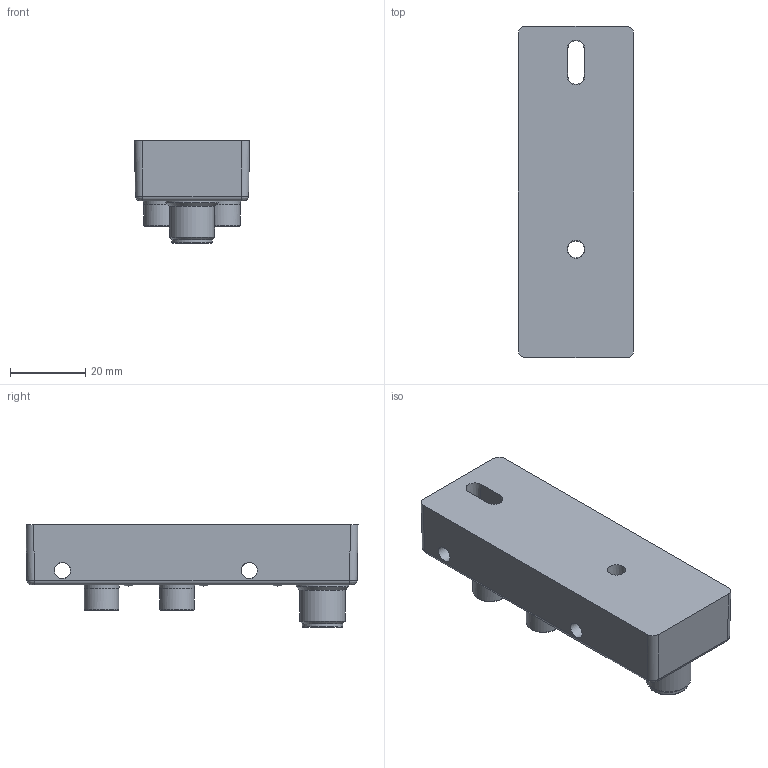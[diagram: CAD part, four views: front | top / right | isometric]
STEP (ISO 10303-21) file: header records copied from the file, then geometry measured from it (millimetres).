
FILE_DESCRIPTION(/* description */ (''),/* implementation_level */ '2;1');
FILE_NAME(/* name */ '4IOM8-3P2T_S505.stp',/* time_stamp */ '2017-01-27T08:42:44+01:00',/* author */ (''),/* organization */ (''),/* preprocessor_version */ 'ST-DEVELOPER v16',/* originating_system */ 'SIEMENS PLM Software NX 10.0',/* authorisation */ '');
FILE_SCHEMA (('AUTOMOTIVE_DESIGN { 1 0 10303 214 3 1 1 1 }'));
Length unit declared in the file: millimetre
Products named in the file (1): 5023252_4IOM8-3P2T
Bounding box: 30.56 x 88.16 x 27.3 mm (x, y, z)
Volume: 41658.2 mm3; surface area: 13008.7 mm2
Topology: 1 solids, 1 shells, 448 faces, 1101 edges, 660 vertices
Faces by surface type: cylinder 197, plane 119, bspline 62, sphere 33, cone 24, torus 13
Full cylindrical faces by diameter (mm): 0.8 x8, 1.1 x12, 4.3 x4, 5.65 x4, 7.225 x16, 8.5 x1, 9.2 x4, 10.65 x1, 12 x1, 14 x1
Entity records: 17078 total; most frequent: CARTESIAN_POINT 8060, DIRECTION 1910, ORIENTED_EDGE 1744, EDGE_CURVE 872, AXIS2_PLACEMENT_3D 765, VERTEX_POINT 557, EDGE_LOOP 551, ADVANCED_FACE 428
